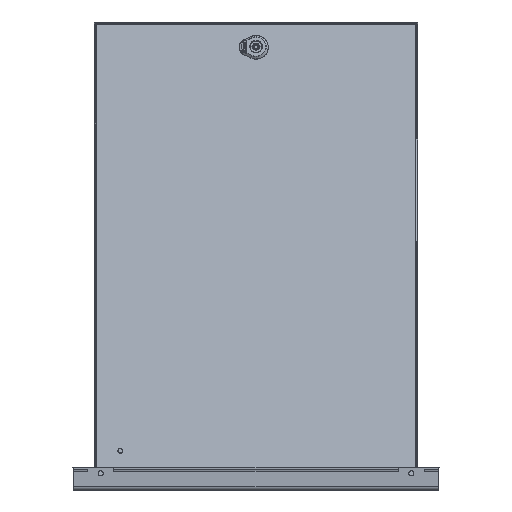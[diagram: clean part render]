
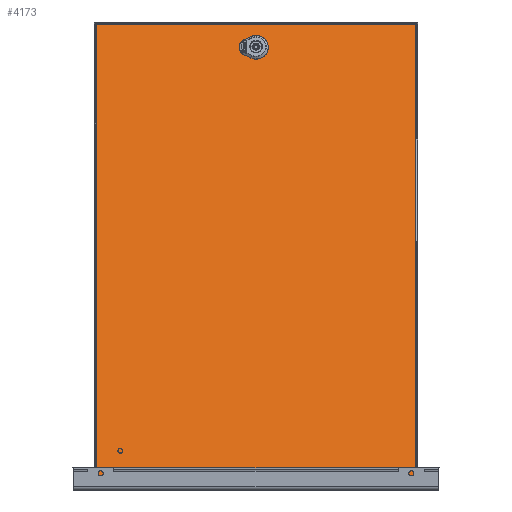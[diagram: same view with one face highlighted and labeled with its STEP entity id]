
A CAD part, left-side view. The second image highlights one B-rep face of the part: STEP entity #4173.
In plain terms, the highlighted face is planar.
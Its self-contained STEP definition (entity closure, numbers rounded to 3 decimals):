
#2276=LINE('',#22535,#2947);
#2280=LINE('',#22547,#2951);
#2284=LINE('',#22559,#2955);
#2288=LINE('',#22571,#2959);
#2316=LINE('',#22667,#2987);
#2348=LINE('',#22840,#3019);
#2350=LINE('',#22846,#3021);
#2352=LINE('',#22852,#3023);
#2353=LINE('',#22854,#3024);
#2354=LINE('',#22856,#3025);
#2355=LINE('',#22858,#3026);
#2947=VECTOR('',#13509,1.);
#2951=VECTOR('',#13521,1.);
#2955=VECTOR('',#13533,1.);
#2959=VECTOR('',#13545,1.);
#2987=VECTOR('',#13633,1.);
#3019=VECTOR('',#13737,1.);
#3021=VECTOR('',#13745,1.);
#3023=VECTOR('',#13751,1.);
#3024=VECTOR('',#13754,1.);
#3025=VECTOR('',#13755,1.);
#3026=VECTOR('',#13756,1.);
#3422=CIRCLE('',#11477,11.25);
#3424=CIRCLE('',#11481,11.25);
#3426=CIRCLE('',#11485,11.25);
#3428=CIRCLE('',#11489,11.25);
#3635=FACE_BOUND('',#5539,.T.);
#3636=FACE_BOUND('',#5540,.T.);
#4173=ADVANCED_FACE('F36',(#3635,#3636),#4467,.T.);
#4467=PLANE('',#11560);
#5539=EDGE_LOOP('',(#7991,#7992,#7993,#7994,#7995,#7996,#7997,#7998));
#5540=EDGE_LOOP('',(#7999,#8000,#8001,#8002,#8003,#8004,#8005,#8006));
#7991=ORIENTED_EDGE('',*,*,#10400,.T.);
#7992=ORIENTED_EDGE('',*,*,#10397,.F.);
#7993=ORIENTED_EDGE('',*,*,#10394,.F.);
#7994=ORIENTED_EDGE('',*,*,#10333,.F.);
#7995=ORIENTED_EDGE('',*,*,#10293,.T.);
#7996=ORIENTED_EDGE('',*,*,#10401,.T.);
#7997=ORIENTED_EDGE('',*,*,#10402,.F.);
#7998=ORIENTED_EDGE('',*,*,#10403,.T.);
#7999=ORIENTED_EDGE('',*,*,#10291,.T.);
#8000=ORIENTED_EDGE('',*,*,#10288,.T.);
#8001=ORIENTED_EDGE('',*,*,#10285,.T.);
#8002=ORIENTED_EDGE('',*,*,#10282,.T.);
#8003=ORIENTED_EDGE('',*,*,#10279,.T.);
#8004=ORIENTED_EDGE('',*,*,#10276,.T.);
#8005=ORIENTED_EDGE('',*,*,#10273,.T.);
#8006=ORIENTED_EDGE('',*,*,#10270,.T.);
#9055=VERTEX_POINT('',#22533);
#9057=VERTEX_POINT('',#22536);
#9059=VERTEX_POINT('',#22542);
#9061=VERTEX_POINT('',#22548);
#9063=VERTEX_POINT('',#22554);
#9065=VERTEX_POINT('',#22560);
#9067=VERTEX_POINT('',#22566);
#9069=VERTEX_POINT('',#22572);
#9071=VERTEX_POINT('',#22582);
#9072=VERTEX_POINT('',#22583);
#9096=VERTEX_POINT('',#22664);
#9129=VERTEX_POINT('',#22841);
#9130=VERTEX_POINT('',#22847);
#9131=VERTEX_POINT('',#22851);
#9132=VERTEX_POINT('',#22855);
#9133=VERTEX_POINT('',#22857);
#10270=EDGE_CURVE('E164',#9057,#9055,#2276,.T.);
#10273=EDGE_CURVE('E163',#9059,#9057,#3422,.T.);
#10276=EDGE_CURVE('E162',#9061,#9059,#2280,.T.);
#10279=EDGE_CURVE('E161',#9063,#9061,#3424,.T.);
#10282=EDGE_CURVE('E160',#9065,#9063,#2284,.T.);
#10285=EDGE_CURVE('E159',#9067,#9065,#3426,.T.);
#10288=EDGE_CURVE('E158',#9069,#9067,#2288,.T.);
#10291=EDGE_CURVE('E157',#9055,#9069,#3428,.T.);
#10293=EDGE_CURVE('E154',#9071,#9072,#10776,.T.);
#10333=EDGE_CURVE('E100',#9071,#9096,#2316,.T.);
#10394=EDGE_CURVE('E108',#9096,#9129,#2348,.T.);
#10397=EDGE_CURVE('E94',#9129,#9130,#2350,.T.);
#10400=EDGE_CURVE('E153',#9131,#9130,#2352,.T.);
#10401=EDGE_CURVE('E155',#9072,#9132,#2353,.T.);
#10402=EDGE_CURVE('E116',#9133,#9132,#2354,.T.);
#10403=EDGE_CURVE('E156',#9133,#9131,#2355,.T.);
#10776=B_SPLINE_CURVE_WITH_KNOTS('',1,(#22580,#22581),.UNSPECIFIED.,.F.,
 .F.,(2,2),(0.,1.),.UNSPECIFIED.);
#11477=AXIS2_PLACEMENT_3D('',#22541,#13514,#13515);
#11481=AXIS2_PLACEMENT_3D('',#22553,#13526,#13527);
#11485=AXIS2_PLACEMENT_3D('',#22565,#13538,#13539);
#11489=AXIS2_PLACEMENT_3D('',#22577,#13550,#13551);
#11560=AXIS2_PLACEMENT_3D('',#22859,#13757,#13758);
#13509=DIRECTION('',(0.,1.,0.));
#13514=DIRECTION('',(0.,0.,-1.));
#13515=DIRECTION('',(-1.,0.,0.));
#13521=DIRECTION('',(-1.,0.,0.));
#13526=DIRECTION('',(0.,0.,-1.));
#13527=DIRECTION('',(0.,1.,0.));
#13533=DIRECTION('',(0.,-1.,0.));
#13538=DIRECTION('',(0.,0.,-1.));
#13539=DIRECTION('',(0.,1.,0.));
#13545=DIRECTION('',(1.,0.,0.));
#13550=DIRECTION('',(0.,0.,-1.));
#13551=DIRECTION('',(0.,1.,0.));
#13633=DIRECTION('',(-1.,0.,0.));
#13737=DIRECTION('',(0.,1.,0.));
#13745=DIRECTION('',(1.,0.,0.));
#13751=DIRECTION('',(0.,-1.,0.));
#13754=DIRECTION('',(1.,0.,0.));
#13755=DIRECTION('',(0.,-1.,0.));
#13756=DIRECTION('',(-1.,0.,0.));
#13757=DIRECTION('',(0.,0.,1.));
#13758=DIRECTION('',(0.,1.,0.));
#22533=CARTESIAN_POINT('',(971.15,-1045.947,-23.749));
#22535=CARTESIAN_POINT('',(971.15,-1050.953,-23.749));
#22536=CARTESIAN_POINT('',(971.15,-1055.958,-23.749));
#22541=CARTESIAN_POINT('',(981.225,-1050.953,-23.749));
#22542=CARTESIAN_POINT('',(976.374,-1061.103,-23.749));
#22547=CARTESIAN_POINT('',(981.225,-1061.103,-23.749));
#22548=CARTESIAN_POINT('',(986.077,-1061.103,-23.749));
#22553=CARTESIAN_POINT('',(981.225,-1050.953,-23.749));
#22554=CARTESIAN_POINT('',(991.3,-1055.958,-23.749));
#22559=CARTESIAN_POINT('',(991.3,-1050.953,-23.749));
#22560=CARTESIAN_POINT('',(991.3,-1045.947,-23.749));
#22565=CARTESIAN_POINT('',(981.225,-1050.953,-23.749));
#22566=CARTESIAN_POINT('',(985.971,-1040.753,-23.749));
#22571=CARTESIAN_POINT('',(981.225,-1040.753,-23.749));
#22572=CARTESIAN_POINT('',(976.48,-1040.753,-23.749));
#22577=CARTESIAN_POINT('',(981.225,-1050.953,-23.749));
#22580=CARTESIAN_POINT('',(1012.221,-1266.653,-23.749));
#22581=CARTESIAN_POINT('',(1012.221,-1268.253,-23.749));
#22582=CARTESIAN_POINT('',(1012.221,-1266.653,-23.749));
#22583=CARTESIAN_POINT('',(1012.221,-1268.253,-23.749));
#22664=CARTESIAN_POINT('',(375.025,-1266.653,-23.749));
#22667=CARTESIAN_POINT('',(714.425,-1266.653,-23.749));
#22840=CARTESIAN_POINT('',(375.025,-1268.253,-23.749));
#22841=CARTESIAN_POINT('',(375.025,-835.253,-23.749));
#22846=CARTESIAN_POINT('',(714.425,-835.253,-23.749));
#22847=CARTESIAN_POINT('',(1012.225,-835.253,-23.749));
#22851=CARTESIAN_POINT('',(1012.225,-833.653,-23.749));
#22852=CARTESIAN_POINT('',(1012.225,-834.453,-23.749));
#22854=CARTESIAN_POINT('',(914.425,-1268.253,-23.749));
#22855=CARTESIAN_POINT('',(1014.426,-1268.253,-23.749));
#22856=CARTESIAN_POINT('',(1014.426,-1269.454,-23.749));
#22857=CARTESIAN_POINT('',(1014.425,-833.653,-23.749));
#22858=CARTESIAN_POINT('',(1013.325,-833.653,-23.749));
#22859=CARTESIAN_POINT('',(714.425,-1268.253,-23.749));
